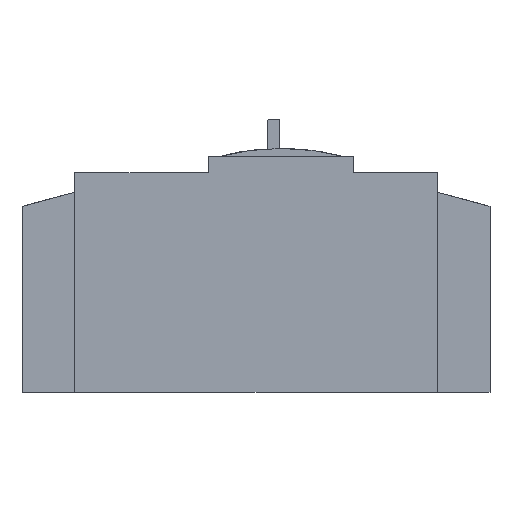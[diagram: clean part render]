
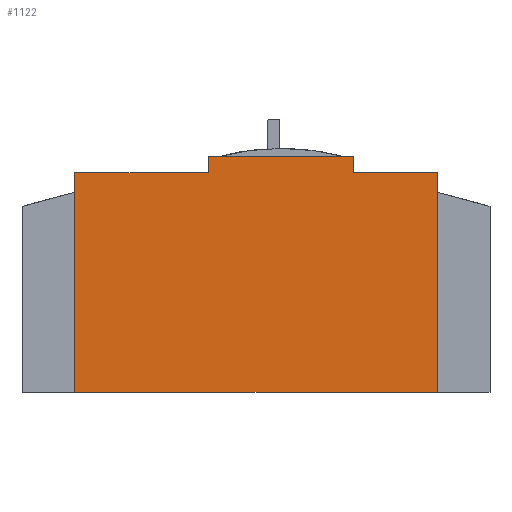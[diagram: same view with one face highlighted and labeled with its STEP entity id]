
A CAD part, left-side view. The second image highlights one B-rep face of the part: STEP entity #1122.
In plain terms, the highlighted planar face has unit normal (-1, 0, 0).
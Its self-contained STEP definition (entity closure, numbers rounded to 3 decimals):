
#319 = VERTEX_POINT ( 'NONE', #501 ) ;
#320 = VERTEX_POINT ( 'NONE', #502 ) ;
#337 = VERTEX_POINT ( 'NONE', #519 ) ;
#338 = VERTEX_POINT ( 'NONE', #520 ) ;
#351 = VERTEX_POINT ( 'NONE', #533 ) ;
#352 = VERTEX_POINT ( 'NONE', #534 ) ;
#362 = VERTEX_POINT ( 'NONE', #544 ) ;
#363 = VERTEX_POINT ( 'NONE', #545 ) ;
#501 = CARTESIAN_POINT ( 'NONE',  ( 0., -56.2, 68. ) ) ;
#502 = CARTESIAN_POINT ( 'NONE',  ( 0., -56.2, 0. ) ) ;
#519 = CARTESIAN_POINT ( 'NONE',  ( 0., 56.2, 0. ) ) ;
#520 = CARTESIAN_POINT ( 'NONE',  ( 0., 56.2, 68. ) ) ;
#533 = CARTESIAN_POINT ( 'NONE',  ( 0., 14.7, 73. ) ) ;
#534 = CARTESIAN_POINT ( 'NONE',  ( 0., -30.3, 73. ) ) ;
#544 = CARTESIAN_POINT ( 'NONE',  ( 0., -30.3, 68. ) ) ;
#545 = CARTESIAN_POINT ( 'NONE',  ( 0., 14.7, 68. ) ) ;
#816 = EDGE_CURVE ( 'NONE', #319, #320, #1842, .T. ) ;
#821 = EDGE_CURVE ( 'NONE', #362, #319, #2079, .T. ) ;
#824 = EDGE_CURVE ( 'NONE', #351, #352, #2095, .T. ) ;
#833 = EDGE_CURVE ( 'NONE', #363, #351, #2113, .T. ) ;
#856 = EDGE_CURVE ( 'NONE', #337, #338, #2140, .T. ) ;
#895 = EDGE_CURVE ( 'NONE', #338, #363, #2229, .T. ) ;
#896 = EDGE_CURVE ( 'NONE', #320, #337, #2231, .T. ) ;
#897 = EDGE_CURVE ( 'NONE', #352, #362, #2233, .T. ) ;
#1030 = DIRECTION ( 'NONE',  ( 0., -1., 0. ) ) ;
#1031 = CARTESIAN_POINT ( 'NONE',  ( 0., 14.7, 73. ) ) ;
#1036 = DIRECTION ( 'NONE',  ( 0., -1., 0. ) ) ;
#1039 = CARTESIAN_POINT ( 'NONE',  ( 0., -30.3, 68. ) ) ;
#1046 = DIRECTION ( 'NONE',  ( 0., 0., -1. ) ) ;
#1049 = CARTESIAN_POINT ( 'NONE',  ( 0., -56.2, 68. ) ) ;
#1104 = DIRECTION ( 'NONE',  ( 0., 0., 1. ) ) ;
#1107 = CARTESIAN_POINT ( 'NONE',  ( 0., 14.7, 68. ) ) ;
#1122 = ADVANCED_FACE ( 'PLANAR_9', ( #3307 ), #2875, .F. ) ;
#1263 = EDGE_LOOP ( 'NONE', ( #1407, #1408, #1409, #1410, #1411, #1412, #1413, #1414 ) ) ;
#1407 = ORIENTED_EDGE ( 'NONE', *, *, #833, .F. ) ;
#1408 = ORIENTED_EDGE ( 'NONE', *, *, #895, .F. ) ;
#1409 = ORIENTED_EDGE ( 'NONE', *, *, #856, .F. ) ;
#1410 = ORIENTED_EDGE ( 'NONE', *, *, #896, .F. ) ;
#1411 = ORIENTED_EDGE ( 'NONE', *, *, #816, .F. ) ;
#1412 = ORIENTED_EDGE ( 'NONE', *, *, #821, .F. ) ;
#1413 = ORIENTED_EDGE ( 'NONE', *, *, #897, .F. ) ;
#1414 = ORIENTED_EDGE ( 'NONE', *, *, #824, .F. ) ;
#1842 = LINE ( 'NONE', #1049, #2080 ) ;
#1984 = AXIS2_PLACEMENT_3D ( 'NONE', #2878, #2884, #2885 ) ;
#2079 = LINE ( 'NONE', #1039, #2089 ) ;
#2080 = VECTOR ( 'NONE', #1046, 1000. ) ;
#2089 = VECTOR ( 'NONE', #1036, 1000. ) ;
#2095 = LINE ( 'NONE', #1031, #2096 ) ;
#2096 = VECTOR ( 'NONE', #1030, 1000. ) ;
#2113 = LINE ( 'NONE', #1107, #2114 ) ;
#2114 = VECTOR ( 'NONE', #1104, 1000. ) ;
#2140 = LINE ( 'NONE', #2407, #2158 ) ;
#2158 = VECTOR ( 'NONE', #2417, 1000. ) ;
#2229 = LINE ( 'NONE', #2501, #2230 ) ;
#2230 = VECTOR ( 'NONE', #2502, 1000. ) ;
#2231 = LINE ( 'NONE', #2503, #2232 ) ;
#2232 = VECTOR ( 'NONE', #2504, 1000. ) ;
#2233 = LINE ( 'NONE', #2505, #2234 ) ;
#2234 = VECTOR ( 'NONE', #2506, 1000. ) ;
#2407 = CARTESIAN_POINT ( 'NONE',  ( 0., 56.2, 0. ) ) ;
#2417 = DIRECTION ( 'NONE',  ( 0., 0., 1. ) ) ;
#2501 = CARTESIAN_POINT ( 'NONE',  ( 0., 56.2, 68. ) ) ;
#2502 = DIRECTION ( 'NONE',  ( 0., -1., 0. ) ) ;
#2503 = CARTESIAN_POINT ( 'NONE',  ( 0., -56.2, 0. ) ) ;
#2504 = DIRECTION ( 'NONE',  ( 0., 1., 0. ) ) ;
#2505 = CARTESIAN_POINT ( 'NONE',  ( 0., -30.3, 73. ) ) ;
#2506 = DIRECTION ( 'NONE',  ( 0., 0., -1. ) ) ;
#2875 = PLANE ( 'NONE',  #1984 ) ;
#2878 = CARTESIAN_POINT ( 'NONE',  ( 0., 14.7, 73. ) ) ;
#2884 = DIRECTION ( 'NONE',  ( 1., 0., 0. ) ) ;
#2885 = DIRECTION ( 'NONE',  ( 0., 0., -1. ) ) ;
#3307 = FACE_OUTER_BOUND ( 'NONE', #1263, .T. ) ;
